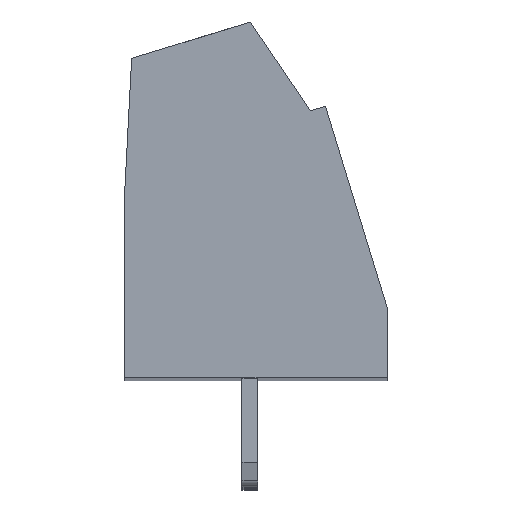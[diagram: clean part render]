
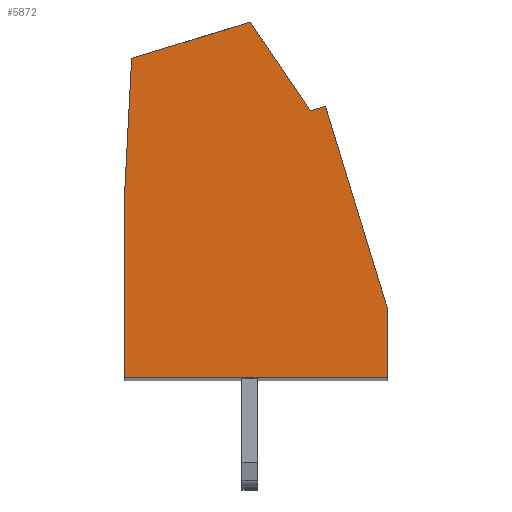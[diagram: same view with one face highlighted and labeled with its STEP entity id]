
A CAD part, top view. The second image highlights one B-rep face of the part: STEP entity #5872.
In plain terms, the highlighted planar face has unit normal (0, 0, 1).
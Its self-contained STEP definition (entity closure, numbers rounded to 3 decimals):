
#707=DIRECTION('',(-0.292,0.956,0.));
#708=VECTOR('',#707,6.75);
#709=CARTESIAN_POINT('',(4.2,-5.45,1.75));
#710=LINE('',#709,#708);
#711=DIRECTION('',(0.,1.,0.));
#712=VECTOR('',#711,2.25);
#713=CARTESIAN_POINT('',(4.2,-7.7,1.75));
#714=LINE('',#713,#712);
#715=DIRECTION('',(1.,0.,0.));
#716=VECTOR('',#715,8.4);
#717=CARTESIAN_POINT('',(-4.2,-7.7,1.75));
#718=LINE('',#717,#716);
#719=DIRECTION('',(0.,-1.,0.));
#720=VECTOR('',#719,6.071);
#721=CARTESIAN_POINT('',(-4.2,-1.629,1.75));
#722=LINE('',#721,#720);
#723=DIRECTION('',(-0.052,-0.999,0.));
#724=VECTOR('',#723,4.172);
#725=CARTESIAN_POINT('',(-3.982,2.537,1.75));
#726=LINE('',#725,#724);
#727=DIRECTION('',(-0.956,-0.292,0.));
#728=VECTOR('',#727,3.978);
#729=CARTESIAN_POINT('',(-0.177,3.7,1.75));
#730=LINE('',#729,#728);
#731=DIRECTION('',(-0.559,0.829,0.));
#732=VECTOR('',#731,3.43);
#733=CARTESIAN_POINT('',(1.741,0.857,1.75));
#734=LINE('',#733,#732);
#735=DIRECTION('',(-0.956,-0.292,0.));
#736=VECTOR('',#735,0.508);
#737=CARTESIAN_POINT('',(2.226,1.005,1.75));
#738=LINE('',#737,#736);
#4115=CARTESIAN_POINT('',(4.2,-5.45,1.75));
#4116=CARTESIAN_POINT('',(2.226,1.005,1.75));
#4117=VERTEX_POINT('',#4115);
#4118=VERTEX_POINT('',#4116);
#4119=CARTESIAN_POINT('',(1.741,0.857,1.75));
#4120=VERTEX_POINT('',#4119);
#4121=CARTESIAN_POINT('',(-0.177,3.7,1.75));
#4122=VERTEX_POINT('',#4121);
#4123=CARTESIAN_POINT('',(-3.982,2.537,1.75));
#4124=VERTEX_POINT('',#4123);
#4125=CARTESIAN_POINT('',(-4.2,-1.629,1.75));
#4126=VERTEX_POINT('',#4125);
#4127=CARTESIAN_POINT('',(-4.2,-7.7,1.75));
#4128=VERTEX_POINT('',#4127);
#4129=CARTESIAN_POINT('',(4.2,-7.7,1.75));
#4130=VERTEX_POINT('',#4129);
#5857=CARTESIAN_POINT('',(0.,0.,1.75));
#5858=DIRECTION('',(0.,0.,1.));
#5859=DIRECTION('',(1.,0.,0.));
#5860=AXIS2_PLACEMENT_3D('',#5857,#5858,#5859);
#5861=PLANE('',#5860);
#5862=ORIENTED_EDGE('',*,*,#5363,.F.);
#5863=ORIENTED_EDGE('',*,*,#5528,.F.);
#5864=ORIENTED_EDGE('',*,*,#5542,.F.);
#5865=ORIENTED_EDGE('',*,*,#5706,.F.);
#5866=ORIENTED_EDGE('',*,*,#5720,.F.);
#5867=ORIENTED_EDGE('',*,*,#5734,.F.);
#5868=ORIENTED_EDGE('',*,*,#5838,.F.);
#5869=ORIENTED_EDGE('',*,*,#5851,.F.);
#5870=EDGE_LOOP('',(#5862,#5863,#5864,#5865,#5866,#5867,#5868,#5869));
#5871=FACE_OUTER_BOUND('',#5870,.F.);
#5363=EDGE_CURVE('',#4117,#4118,#710,.T.);
#5528=EDGE_CURVE('',#4130,#4117,#714,.T.);
#5542=EDGE_CURVE('',#4128,#4130,#718,.T.);
#5706=EDGE_CURVE('',#4126,#4128,#722,.T.);
#5720=EDGE_CURVE('',#4124,#4126,#726,.T.);
#5734=EDGE_CURVE('',#4122,#4124,#730,.T.);
#5838=EDGE_CURVE('',#4120,#4122,#734,.T.);
#5851=EDGE_CURVE('',#4118,#4120,#738,.T.);
#5872=ADVANCED_FACE('',(#5871),#5861,.T.);
